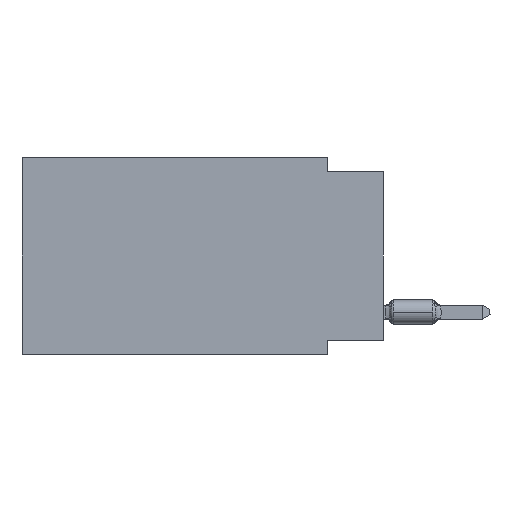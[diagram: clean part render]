
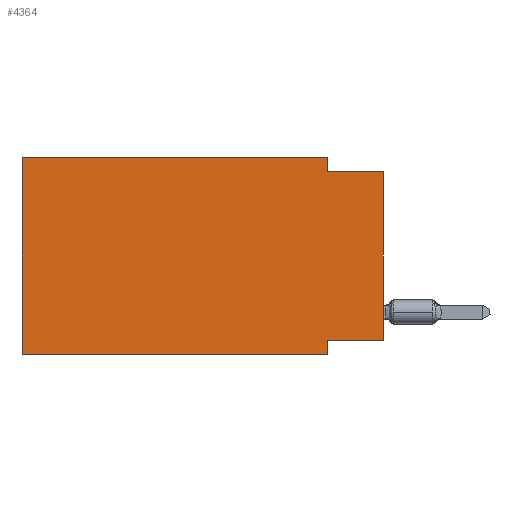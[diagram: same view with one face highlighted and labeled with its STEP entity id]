
A CAD part, left-side view. The second image highlights one B-rep face of the part: STEP entity #4364.
In plain terms, the highlighted planar face has unit normal (-1, 0, 0).
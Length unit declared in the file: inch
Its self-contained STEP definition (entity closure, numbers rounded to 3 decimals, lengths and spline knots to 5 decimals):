
#71 = LINE ( 'NONE', #23275, #39224 ) ;
#1328 = VECTOR ( 'NONE', #11959, 39.37008 ) ;
#2621 = VECTOR ( 'NONE', #18385, 39.37008 ) ;
#4321 = EDGE_CURVE ( 'NONE', #6814, #24555, #31898, .T. ) ;
#4364 = ADVANCED_FACE ( 'NONE', ( #35299 ), #19096, .F. ) ;
#4921 = ORIENTED_EDGE ( 'NONE', *, *, #11665, .F. ) ;
#6044 = DIRECTION ( 'NONE',  ( 0., 0., -1. ) ) ;
#6636 = EDGE_CURVE ( 'NONE', #27852, #24555, #30772, .T. ) ;
#6814 = VERTEX_POINT ( 'NONE', #29255 ) ;
#9224 = LINE ( 'NONE', #19445, #16227 ) ;
#9296 = CARTESIAN_POINT ( 'NONE',  ( 0., 0., -0.025 ) ) ;
#9707 = VERTEX_POINT ( 'NONE', #39796 ) ;
#10080 = VECTOR ( 'NONE', #40227, 39.37008 ) ;
#11141 = CARTESIAN_POINT ( 'NONE',  ( 0., 0.645, -0.35 ) ) ;
#11665 = EDGE_CURVE ( 'NONE', #24246, #19254, #19462, .T. ) ;
#11760 = LINE ( 'NONE', #33941, #1328 ) ;
#11959 = DIRECTION ( 'NONE',  ( 0., 0., 1. ) ) ;
#12705 = DIRECTION ( 'NONE',  ( 1., 0., 0. ) ) ;
#14289 = EDGE_CURVE ( 'NONE', #35412, #9707, #35437, .T. ) ;
#15806 = DIRECTION ( 'NONE',  ( 0., -1., 0. ) ) ;
#16227 = VECTOR ( 'NONE', #6044, 39.37008 ) ;
#16521 = EDGE_CURVE ( 'NONE', #23996, #19254, #71, .T. ) ;
#16843 = DIRECTION ( 'NONE',  ( 0., -1., 0. ) ) ;
#17410 = LINE ( 'NONE', #27254, #10080 ) ;
#18230 = ORIENTED_EDGE ( 'NONE', *, *, #16521, .T. ) ;
#18385 = DIRECTION ( 'NONE',  ( 0., -1., 0. ) ) ;
#19096 = PLANE ( 'NONE',  #21533 ) ;
#19254 = VERTEX_POINT ( 'NONE', #20962 ) ;
#19445 = CARTESIAN_POINT ( 'NONE',  ( 0., 0.1, 0. ) ) ;
#19462 = LINE ( 'NONE', #32472, #20859 ) ;
#20355 = CARTESIAN_POINT ( 'NONE',  ( 0., 0.1, -0.025 ) ) ;
#20591 = ORIENTED_EDGE ( 'NONE', *, *, #14289, .F. ) ;
#20859 = VECTOR ( 'NONE', #32683, 39.37008 ) ;
#20962 = CARTESIAN_POINT ( 'NONE',  ( 0., 0.1, -0.35 ) ) ;
#21533 = AXIS2_PLACEMENT_3D ( 'NONE', #22526, #12705, #25716 ) ;
#22526 = CARTESIAN_POINT ( 'NONE',  ( 0., 0.645, 0. ) ) ;
#22880 = ORIENTED_EDGE ( 'NONE', *, *, #29577, .F. ) ;
#23275 = CARTESIAN_POINT ( 'NONE',  ( 0., 0.645, -0.35 ) ) ;
#23996 = VERTEX_POINT ( 'NONE', #11141 ) ;
#24246 = VERTEX_POINT ( 'NONE', #39212 ) ;
#24555 = VERTEX_POINT ( 'NONE', #9296 ) ;
#25419 = CARTESIAN_POINT ( 'NONE',  ( 0., 0.645, 0. ) ) ;
#25716 = DIRECTION ( 'NONE',  ( 0., 0., -1. ) ) ;
#27254 = CARTESIAN_POINT ( 'NONE',  ( 0., 0., -0.325 ) ) ;
#27852 = VERTEX_POINT ( 'NONE', #20355 ) ;
#29255 = CARTESIAN_POINT ( 'NONE',  ( 0., 0., -0.325 ) ) ;
#29379 = EDGE_CURVE ( 'NONE', #9707, #27852, #9224, .T. ) ;
#29577 = EDGE_CURVE ( 'NONE', #23996, #35412, #11760, .T. ) ;
#29936 = EDGE_LOOP ( 'NONE', ( #37920, #34193, #39695, #20591, #22880, #18230, #4921, #32856 ) ) ;
#30772 = LINE ( 'NONE', #37766, #2621 ) ;
#31898 = LINE ( 'NONE', #32103, #36494 ) ;
#32103 = CARTESIAN_POINT ( 'NONE',  ( 0., 0., 0. ) ) ;
#32472 = CARTESIAN_POINT ( 'NONE',  ( 0., 0.1, -0.35 ) ) ;
#32683 = DIRECTION ( 'NONE',  ( 0., 0., -1. ) ) ;
#32856 = ORIENTED_EDGE ( 'NONE', *, *, #39407, .F. ) ;
#32987 = CARTESIAN_POINT ( 'NONE',  ( 0., 0.645, 0. ) ) ;
#33941 = CARTESIAN_POINT ( 'NONE',  ( 0., 0.645, 0. ) ) ;
#34193 = ORIENTED_EDGE ( 'NONE', *, *, #6636, .F. ) ;
#35299 = FACE_OUTER_BOUND ( 'NONE', #29936, .T. ) ;
#35412 = VERTEX_POINT ( 'NONE', #32987 ) ;
#35437 = LINE ( 'NONE', #25419, #40761 ) ;
#36494 = VECTOR ( 'NONE', #41890, 39.37008 ) ;
#37766 = CARTESIAN_POINT ( 'NONE',  ( 0., 0., -0.025 ) ) ;
#37920 = ORIENTED_EDGE ( 'NONE', *, *, #4321, .T. ) ;
#39212 = CARTESIAN_POINT ( 'NONE',  ( 0., 0.1, -0.325 ) ) ;
#39224 = VECTOR ( 'NONE', #16843, 39.37008 ) ;
#39407 = EDGE_CURVE ( 'NONE', #6814, #24246, #17410, .T. ) ;
#39695 = ORIENTED_EDGE ( 'NONE', *, *, #29379, .F. ) ;
#39796 = CARTESIAN_POINT ( 'NONE',  ( 0., 0.1, 0. ) ) ;
#40227 = DIRECTION ( 'NONE',  ( 0., 1., 0. ) ) ;
#40761 = VECTOR ( 'NONE', #15806, 39.37008 ) ;
#41890 = DIRECTION ( 'NONE',  ( 0., 0., 1. ) ) ;
